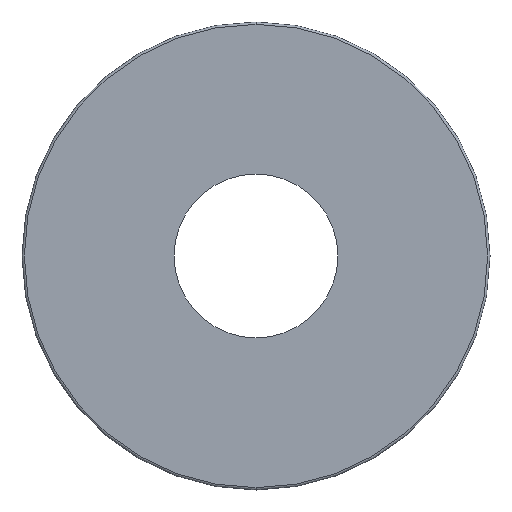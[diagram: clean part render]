
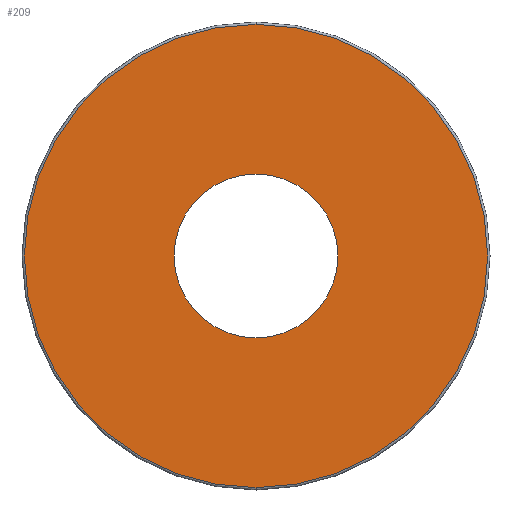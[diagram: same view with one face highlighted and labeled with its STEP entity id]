
A CAD part, front view. The second image highlights one B-rep face of the part: STEP entity #209.
In plain terms, the highlighted planar face has unit normal (0, -1, 0).
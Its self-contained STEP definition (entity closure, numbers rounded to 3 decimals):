
#4 = EDGE_LOOP ( 'NONE', ( #407, #220 ) ) ;
#39 = FACE_OUTER_BOUND ( 'NONE', #4, .T. ) ;
#66 = PLANE ( 'NONE',  #360 ) ;
#73 = EDGE_CURVE ( 'NONE', #445, #317, #266, .T. ) ;
#77 = FACE_BOUND ( 'NONE', #456, .T. ) ;
#81 = CARTESIAN_POINT ( 'NONE',  ( 0., 0., 4.95 ) ) ;
#105 = CARTESIAN_POINT ( 'NONE',  ( 0., 0., 0. ) ) ;
#108 = DIRECTION ( 'NONE',  ( 0., 1., 0. ) ) ;
#113 = DIRECTION ( 'NONE',  ( 0., -1., 0. ) ) ;
#115 = VERTEX_POINT ( 'NONE', #416 ) ;
#129 = EDGE_CURVE ( 'NONE', #115, #471, #138, .T. ) ;
#138 = CIRCLE ( 'NONE', #288, 1.75 ) ;
#139 = AXIS2_PLACEMENT_3D ( 'NONE', #484, #249, #293 ) ;
#160 = CIRCLE ( 'NONE', #337, 1.75 ) ;
#187 = DIRECTION ( 'NONE',  ( 0., 0., 1. ) ) ;
#209 = ADVANCED_FACE ( 'NONE', ( #39, #77 ), #66, .F. ) ;
#211 = DIRECTION ( 'NONE',  ( 0., 0., 1. ) ) ;
#220 = ORIENTED_EDGE ( 'NONE', *, *, #73, .T. ) ;
#230 = CARTESIAN_POINT ( 'NONE',  ( 0., 0., 0. ) ) ;
#247 = CARTESIAN_POINT ( 'NONE',  ( 0., 0., 0. ) ) ;
#249 = DIRECTION ( 'NONE',  ( 0., -1., 0. ) ) ;
#255 = DIRECTION ( 'NONE',  ( 0., 1., 0. ) ) ;
#266 = CIRCLE ( 'NONE', #139, 4.95 ) ;
#275 = CIRCLE ( 'NONE', #489, 4.95 ) ;
#278 = EDGE_CURVE ( 'NONE', #317, #445, #275, .T. ) ;
#288 = AXIS2_PLACEMENT_3D ( 'NONE', #105, #255, #452 ) ;
#289 = DIRECTION ( 'NONE',  ( 0., 1., 0. ) ) ;
#293 = DIRECTION ( 'NONE',  ( 0., 0., 1. ) ) ;
#295 = CARTESIAN_POINT ( 'NONE',  ( 0., 0., 0. ) ) ;
#317 = VERTEX_POINT ( 'NONE', #81 ) ;
#337 = AXIS2_PLACEMENT_3D ( 'NONE', #247, #289, #211 ) ;
#339 = ORIENTED_EDGE ( 'NONE', *, *, #474, .T. ) ;
#349 = CARTESIAN_POINT ( 'NONE',  ( 0., 0., -4.95 ) ) ;
#360 = AXIS2_PLACEMENT_3D ( 'NONE', #295, #108, #414 ) ;
#393 = CARTESIAN_POINT ( 'NONE',  ( 0., 0., -1.75 ) ) ;
#407 = ORIENTED_EDGE ( 'NONE', *, *, #278, .T. ) ;
#414 = DIRECTION ( 'NONE',  ( 0., 0., 1. ) ) ;
#416 = CARTESIAN_POINT ( 'NONE',  ( 0., 0., 1.75 ) ) ;
#445 = VERTEX_POINT ( 'NONE', #349 ) ;
#452 = DIRECTION ( 'NONE',  ( 0., 0., 1. ) ) ;
#456 = EDGE_LOOP ( 'NONE', ( #339, #483 ) ) ;
#471 = VERTEX_POINT ( 'NONE', #393 ) ;
#474 = EDGE_CURVE ( 'NONE', #471, #115, #160, .T. ) ;
#483 = ORIENTED_EDGE ( 'NONE', *, *, #129, .T. ) ;
#484 = CARTESIAN_POINT ( 'NONE',  ( 0., 0., 0. ) ) ;
#489 = AXIS2_PLACEMENT_3D ( 'NONE', #230, #113, #187 ) ;
